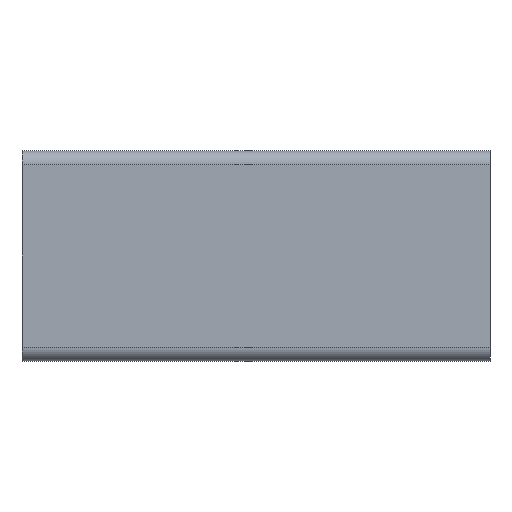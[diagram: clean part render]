
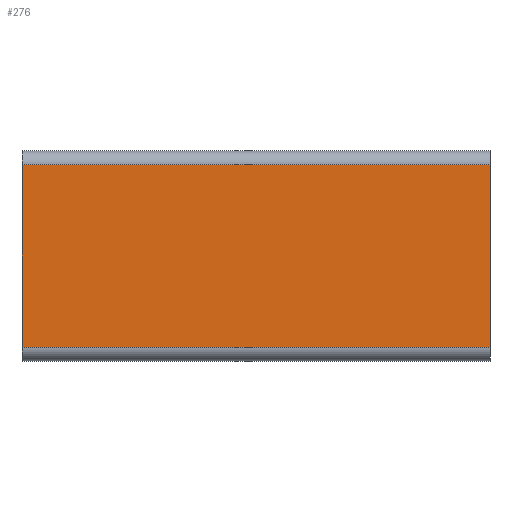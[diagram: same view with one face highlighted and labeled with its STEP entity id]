
A CAD part, left-side view. The second image highlights one B-rep face of the part: STEP entity #276.
In plain terms, the highlighted planar face has unit normal (-1, 0, 0).
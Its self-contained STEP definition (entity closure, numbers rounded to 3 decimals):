
#276 = ADVANCED_FACE( '', ( #767 ), #768, .T. );
#767 = FACE_OUTER_BOUND( '', #1486, .T. );
#768 = PLANE( '', #1487 );
#1486 = EDGE_LOOP( '', ( #2249, #2250, #2251, #2252 ) );
#1487 = AXIS2_PLACEMENT_3D( '', #2253, #2254, #2255 );
#2249 = ORIENTED_EDGE( '', *, *, #4527, .F. );
#2250 = ORIENTED_EDGE( '', *, *, #4528, .F. );
#2251 = ORIENTED_EDGE( '', *, *, #4529, .T. );
#2252 = ORIENTED_EDGE( '', *, *, #4530, .T. );
#2253 = CARTESIAN_POINT( '', ( -22.5, 100., 19.5 ) );
#2254 = DIRECTION( '', ( -1., 0., 0. ) );
#2255 = DIRECTION( '', ( 0., 0., 1. ) );
#4527 = EDGE_CURVE( '', #5489, #5490, #5491, .T. );
#4528 = EDGE_CURVE( '', #5492, #5489, #5493, .T. );
#4529 = EDGE_CURVE( '', #5492, #5494, #5495, .T. );
#4530 = EDGE_CURVE( '', #5494, #5490, #5496, .T. );
#5489 = VERTEX_POINT( '', #6903 );
#5490 = VERTEX_POINT( '', #6904 );
#5491 = LINE( '', #6905, #6906 );
#5492 = VERTEX_POINT( '', #6907 );
#5493 = LINE( '', #6908, #6909 );
#5494 = VERTEX_POINT( '', #6910 );
#5495 = LINE( '', #6911, #6912 );
#5496 = LINE( '', #6913, #6914 );
#6903 = CARTESIAN_POINT( '', ( -22.5, 0., 19.5 ) );
#6904 = CARTESIAN_POINT( '', ( -22.5, 0., -19.5 ) );
#6905 = CARTESIAN_POINT( '', ( -22.5, 0., 19.5 ) );
#6906 = VECTOR( '', #8632, 1000. );
#6907 = CARTESIAN_POINT( '', ( -22.5, 100., 19.5 ) );
#6908 = CARTESIAN_POINT( '', ( -22.5, 100., 19.5 ) );
#6909 = VECTOR( '', #8633, 1000. );
#6910 = CARTESIAN_POINT( '', ( -22.5, 100., -19.5 ) );
#6911 = CARTESIAN_POINT( '', ( -22.5, 100., 19.5 ) );
#6912 = VECTOR( '', #8634, 1000. );
#6913 = CARTESIAN_POINT( '', ( -22.5, 100., -19.5 ) );
#6914 = VECTOR( '', #8635, 1000. );
#8632 = DIRECTION( '', ( 0., 0., -1. ) );
#8633 = DIRECTION( '', ( 0., -1., 0. ) );
#8634 = DIRECTION( '', ( 0., 0., -1. ) );
#8635 = DIRECTION( '', ( 0., -1., 0. ) );
